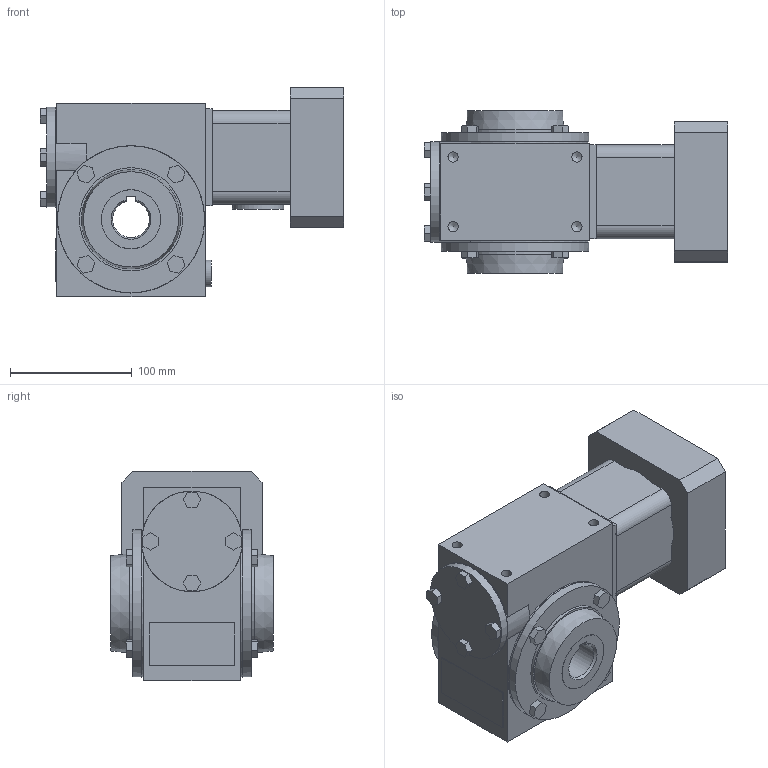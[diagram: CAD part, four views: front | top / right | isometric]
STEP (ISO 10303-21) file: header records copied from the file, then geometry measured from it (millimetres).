
FILE_DESCRIPTION(/* description */ ('Unknown'),/* implementation_level */ '2;1');
FILE_NAME(/* name */ 'RG20110.SKHE03DHLDK-',/* time_stamp */ '2024-09-13T14:22:15-04:00',/* author */ ('Unknown'),/* organization */ ('Unknown'),/* preprocessor_version */ 'ST-DEVELOPER v19.4',/* originating_system */ 'Solid Edge',/* authorisation */ 'Unknown');
FILE_SCHEMA (('AUTOMOTIVE_DESIGN {1 0 10303 214 3 1 1}'));
Length unit declared in the file: millimetre
Products named in the file (7): RG20110.SKHE03DHLDK-; 20R-1-CP; 20RM-M20-CP; RG1520K-K; MP1DHLD-CP; 20RM-OUTH-30; 20R-WCAP
Assembly tree (7 placements, depth 2):
  RG20110.SKHE03DHLDK-
    20R-1-CP
    20RM-M20-CP
    RG1520K-K
    MP1DHLD-CP
    20RM-OUTH-30  x2
    20R-WCAP
Bounding box: 248.68 x 133.35 x 171.8 mm (x, y, z)
Volume: 2572040.6 mm3; surface area: 325208.9 mm2
Topology: 7 solids, 7 shells, 358 faces, 876 edges, 582 vertices
Faces by surface type: plane 243, cylinder 87, cone 28
Full cylindrical faces by diameter (mm): 4.134 x4, 6 x1, 6.647 x4, 7.938 x4, 8 x6, 8.376 x16, 10 x4, 11.25 x4, 14.006 x1, 21.9 x1, 49.911 x5, 58 x1, 82.053 x1, 82.55 x2, 84.734 x2, 95 x1, 120.65 x2
Entity records: 10435 total; most frequent: CARTESIAN_POINT 1532, DIRECTION 1456, ORIENTED_EDGE 1306, EDGE_CURVE 653, AXIS2_PLACEMENT_3D 495, VERTEX_POINT 485, LINE 466, VECTOR 466
